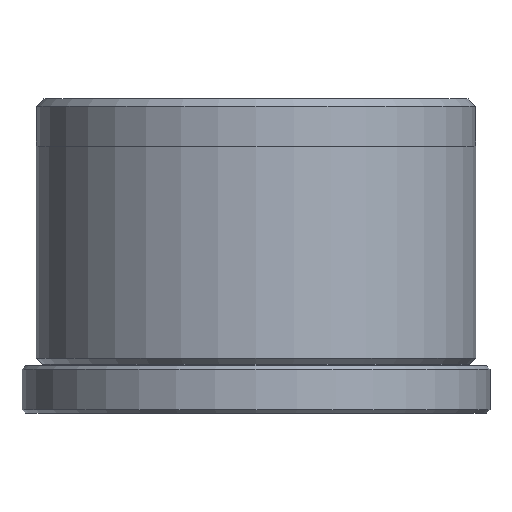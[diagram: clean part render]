
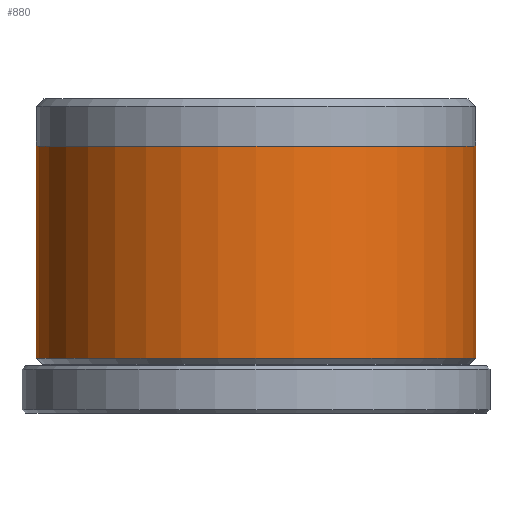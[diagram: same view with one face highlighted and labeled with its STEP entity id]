
A CAD part, front view. The second image highlights one B-rep face of the part: STEP entity #880.
In plain terms, the highlighted cylindrical face has radius 14 mm (diameter 28 mm), a partial arc.
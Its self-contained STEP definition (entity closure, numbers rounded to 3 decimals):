
#20 = CIRCLE ( 'NONE', #972, 14. ) ;
#46 = DIRECTION ( 'NONE',  ( 1., 0., 0. ) ) ;
#106 = CARTESIAN_POINT ( 'NONE',  ( -14., 0., 17. ) ) ;
#244 = ORIENTED_EDGE ( 'NONE', *, *, #2221, .F. ) ;
#279 = CARTESIAN_POINT ( 'NONE',  ( 14., 0., 17. ) ) ;
#308 = EDGE_LOOP ( 'NONE', ( #980, #244, #759, #351 ) ) ;
#351 = ORIENTED_EDGE ( 'NONE', *, *, #740, .F. ) ;
#364 = EDGE_CURVE ( 'NONE', #1713, #2215, #1782, .T. ) ;
#474 = DIRECTION ( 'NONE',  ( 0., 0., -1. ) ) ;
#499 = CARTESIAN_POINT ( 'NONE',  ( 0., 0., 20. ) ) ;
#531 = DIRECTION ( 'NONE',  ( 0., 0., -1. ) ) ;
#542 = VERTEX_POINT ( 'NONE', #604 ) ;
#604 = CARTESIAN_POINT ( 'NONE',  ( -14., 0., 3.5 ) ) ;
#706 = LINE ( 'NONE', #1007, #1547 ) ;
#733 = CARTESIAN_POINT ( 'NONE',  ( 0., 0., 3.5 ) ) ;
#740 = EDGE_CURVE ( 'NONE', #2215, #542, #2244, .T. ) ;
#759 = ORIENTED_EDGE ( 'NONE', *, *, #1435, .T. ) ;
#824 = VECTOR ( 'NONE', #531, 1000. ) ;
#880 = ADVANCED_FACE ( 'NONE', ( #1256 ), #1665, .T. ) ;
#920 = DIRECTION ( 'NONE',  ( -1., 0., 0. ) ) ;
#970 = AXIS2_PLACEMENT_3D ( 'NONE', #499, #474, #2082 ) ;
#972 = AXIS2_PLACEMENT_3D ( 'NONE', #2162, #1100, #46 ) ;
#980 = ORIENTED_EDGE ( 'NONE', *, *, #364, .F. ) ;
#1007 = CARTESIAN_POINT ( 'NONE',  ( -14., 0., 20. ) ) ;
#1100 = DIRECTION ( 'NONE',  ( 0., 0., 1. ) ) ;
#1222 = AXIS2_PLACEMENT_3D ( 'NONE', #733, #1999, #920 ) ;
#1256 = FACE_OUTER_BOUND ( 'NONE', #308, .T. ) ;
#1435 = EDGE_CURVE ( 'NONE', #1689, #542, #706, .T. ) ;
#1443 = CARTESIAN_POINT ( 'NONE',  ( 14., 0., 3.5 ) ) ;
#1547 = VECTOR ( 'NONE', #2142, 1000. ) ;
#1665 = CYLINDRICAL_SURFACE ( 'NONE', #970, 14. ) ;
#1689 = VERTEX_POINT ( 'NONE', #106 ) ;
#1713 = VERTEX_POINT ( 'NONE', #279 ) ;
#1782 = LINE ( 'NONE', #1958, #824 ) ;
#1958 = CARTESIAN_POINT ( 'NONE',  ( 14., 0., 20. ) ) ;
#1999 = DIRECTION ( 'NONE',  ( 0., 0., -1. ) ) ;
#2082 = DIRECTION ( 'NONE',  ( -1., 0., 0. ) ) ;
#2142 = DIRECTION ( 'NONE',  ( 0., 0., -1. ) ) ;
#2162 = CARTESIAN_POINT ( 'NONE',  ( 0., 0., 17. ) ) ;
#2215 = VERTEX_POINT ( 'NONE', #1443 ) ;
#2221 = EDGE_CURVE ( 'NONE', #1689, #1713, #20, .T. ) ;
#2244 = CIRCLE ( 'NONE', #1222, 14. ) ;
